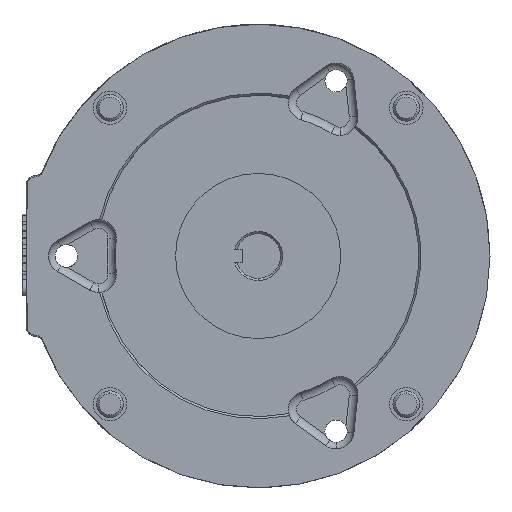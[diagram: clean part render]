
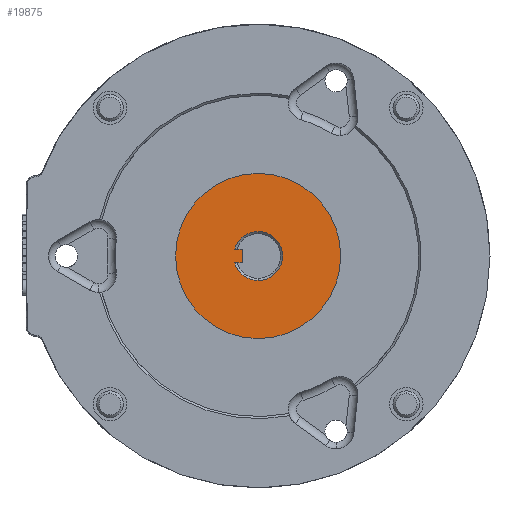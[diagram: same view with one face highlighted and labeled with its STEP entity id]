
A CAD part, left-side view. The second image highlights one B-rep face of the part: STEP entity #19875.
In plain terms, the highlighted planar face has unit normal (-1, 0, 0).
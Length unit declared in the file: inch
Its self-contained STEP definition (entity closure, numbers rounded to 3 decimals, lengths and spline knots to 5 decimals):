
#606 = DIRECTION ( 'NONE',  ( 0., 1., 0. ) ) ;
#1279 = ORIENTED_EDGE ( 'NONE', *, *, #40463, .F. ) ;
#1325 = CARTESIAN_POINT ( 'NONE',  ( 0.3215, 0., 0.3431 ) ) ;
#1341 = DIRECTION ( 'NONE',  ( 0., -1., 0. ) ) ;
#1508 = VERTEX_POINT ( 'NONE', #20020 ) ;
#3569 = DIRECTION ( 'NONE',  ( 1., 0., 0. ) ) ;
#4189 = DIRECTION ( 'NONE',  ( 0., 0., -1. ) ) ;
#4223 = LINE ( 'NONE', #34255, #5417 ) ;
#5059 = VERTEX_POINT ( 'NONE', #15497 ) ;
#5372 = CARTESIAN_POINT ( 'NONE',  ( 0.3215, 0.29873, 0.09375 ) ) ;
#5417 = VECTOR ( 'NONE', #4189, 39.37008 ) ;
#6074 = EDGE_CURVE ( 'NONE', #16685, #5059, #30413, .T. ) ;
#7480 = CIRCLE ( 'NONE', #37924, 1.15725 ) ;
#7502 = ORIENTED_EDGE ( 'NONE', *, *, #6074, .T. ) ;
#7703 = CARTESIAN_POINT ( 'NONE',  ( 0.3215, 0., 0. ) ) ;
#7753 = CARTESIAN_POINT ( 'NONE',  ( 0.3215, 0., 0. ) ) ;
#8081 = ORIENTED_EDGE ( 'NONE', *, *, #12732, .F. ) ;
#8220 = CARTESIAN_POINT ( 'NONE',  ( 0.3215, 0., 0. ) ) ;
#8704 = ORIENTED_EDGE ( 'NONE', *, *, #15289, .F. ) ;
#11368 = CARTESIAN_POINT ( 'NONE',  ( 0.3215, 0.33004, 0.09375 ) ) ;
#11559 = DIRECTION ( 'NONE',  ( 0., 0., 1. ) ) ;
#11604 = DIRECTION ( 'NONE',  ( 0., 0., 1. ) ) ;
#12094 = DIRECTION ( 'NONE',  ( 0., 0., 1. ) ) ;
#12732 = EDGE_CURVE ( 'NONE', #44191, #39979, #32533, .T. ) ;
#13403 = CARTESIAN_POINT ( 'NONE',  ( 0.3215, 0., 0. ) ) ;
#13546 = CARTESIAN_POINT ( 'NONE',  ( 0.3215, 0., 0. ) ) ;
#14100 = VERTEX_POINT ( 'NONE', #15215 ) ;
#14598 = CARTESIAN_POINT ( 'NONE',  ( 0.3215, 0.33004, -0.09375 ) ) ;
#15215 = CARTESIAN_POINT ( 'NONE',  ( 0.3215, 0., -1.15725 ) ) ;
#15289 = EDGE_CURVE ( 'NONE', #36569, #14100, #7480, .T. ) ;
#15331 = PLANE ( 'NONE',  #17258 ) ;
#15497 = CARTESIAN_POINT ( 'NONE',  ( 0.3215, 0., -0.3431 ) ) ;
#16685 = VERTEX_POINT ( 'NONE', #1325 ) ;
#16709 = ORIENTED_EDGE ( 'NONE', *, *, #18445, .F. ) ;
#16762 = EDGE_CURVE ( 'NONE', #5059, #39979, #31461, .T. ) ;
#17258 = AXIS2_PLACEMENT_3D ( 'NONE', #7753, #34633, #11604 ) ;
#17298 = DIRECTION ( 'NONE',  ( 0., 0., 1. ) ) ;
#17440 = DIRECTION ( 'NONE',  ( 0., 0., 1. ) ) ;
#17644 = FACE_BOUND ( 'NONE', #47677, .T. ) ;
#18445 = EDGE_CURVE ( 'NONE', #14100, #36569, #25561, .T. ) ;
#19875 = ADVANCED_FACE ( 'NONE', ( #17644, #39260 ), #15331, .T. ) ;
#19907 = AXIS2_PLACEMENT_3D ( 'NONE', #13546, #40410, #17440 ) ;
#20020 = CARTESIAN_POINT ( 'NONE',  ( 0.3215, 0.2239, 0.09375 ) ) ;
#21524 = VECTOR ( 'NONE', #1341, 39.37008 ) ;
#25561 = CIRCLE ( 'NONE', #46055, 1.15725 ) ;
#26594 = CARTESIAN_POINT ( 'NONE',  ( 0.3215, 0., 0. ) ) ;
#26974 = VERTEX_POINT ( 'NONE', #11368 ) ;
#28947 = EDGE_LOOP ( 'NONE', ( #8704, #16709 ) ) ;
#30413 = CIRCLE ( 'NONE', #37543, 0.3431 ) ;
#30492 = DIRECTION ( 'NONE',  ( 0., 0., 1. ) ) ;
#31461 = CIRCLE ( 'NONE', #43438, 0.3431 ) ;
#32533 = LINE ( 'NONE', #38884, #42729 ) ;
#33074 = EDGE_CURVE ( 'NONE', #26974, #1508, #41913, .T. ) ;
#34255 = CARTESIAN_POINT ( 'NONE',  ( 0.3215, 0.2239, -0.09375 ) ) ;
#34588 = DIRECTION ( 'NONE',  ( 1., 0., 0. ) ) ;
#34633 = DIRECTION ( 'NONE',  ( -1., 0., 0. ) ) ;
#35098 = DIRECTION ( 'NONE',  ( 1., 0., 0. ) ) ;
#35437 = CARTESIAN_POINT ( 'NONE',  ( 0.3215, 0., 1.15725 ) ) ;
#36569 = VERTEX_POINT ( 'NONE', #35437 ) ;
#37543 = AXIS2_PLACEMENT_3D ( 'NONE', #26594, #3569, #30492 ) ;
#37924 = AXIS2_PLACEMENT_3D ( 'NONE', #7703, #34588, #11559 ) ;
#38087 = ORIENTED_EDGE ( 'NONE', *, *, #16762, .T. ) ;
#38884 = CARTESIAN_POINT ( 'NONE',  ( 0.3215, 0.29873, -0.09375 ) ) ;
#39260 = FACE_OUTER_BOUND ( 'NONE', #28947, .T. ) ;
#39979 = VERTEX_POINT ( 'NONE', #14598 ) ;
#40287 = DIRECTION ( 'NONE',  ( 1., 0., 0. ) ) ;
#40410 = DIRECTION ( 'NONE',  ( 1., 0., 0. ) ) ;
#40463 = EDGE_CURVE ( 'NONE', #1508, #44191, #4223, .T. ) ;
#41913 = LINE ( 'NONE', #5372, #21524 ) ;
#42729 = VECTOR ( 'NONE', #606, 39.37008 ) ;
#43037 = CARTESIAN_POINT ( 'NONE',  ( 0.3215, 0.2239, -0.09375 ) ) ;
#43438 = AXIS2_PLACEMENT_3D ( 'NONE', #13403, #40287, #17298 ) ;
#44191 = VERTEX_POINT ( 'NONE', #43037 ) ;
#44207 = ORIENTED_EDGE ( 'NONE', *, *, #47866, .T. ) ;
#46055 = AXIS2_PLACEMENT_3D ( 'NONE', #8220, #35098, #12094 ) ;
#46674 = CIRCLE ( 'NONE', #19907, 0.3431 ) ;
#47677 = EDGE_LOOP ( 'NONE', ( #48997, #44207, #7502, #38087, #8081, #1279 ) ) ;
#47866 = EDGE_CURVE ( 'NONE', #26974, #16685, #46674, .T. ) ;
#48997 = ORIENTED_EDGE ( 'NONE', *, *, #33074, .F. ) ;
